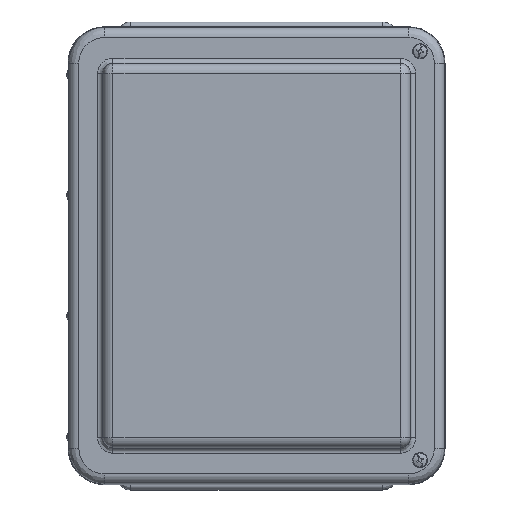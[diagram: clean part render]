
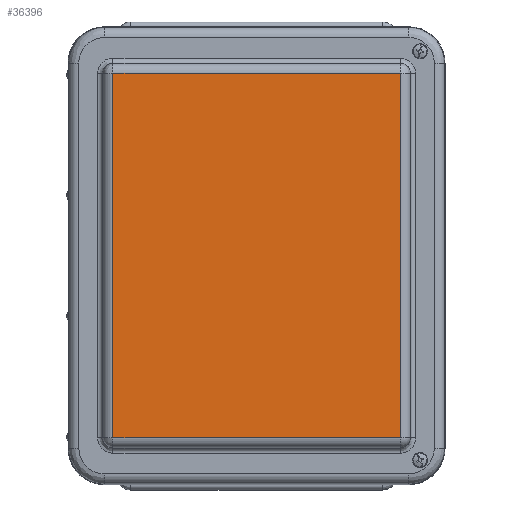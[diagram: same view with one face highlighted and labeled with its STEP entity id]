
A CAD part, top view. The second image highlights one B-rep face of the part: STEP entity #36396.
In plain terms, the highlighted planar face has unit normal (0, 0, 1).
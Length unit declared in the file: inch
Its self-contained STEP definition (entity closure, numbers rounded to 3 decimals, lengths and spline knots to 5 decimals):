
#741 = PLANE ( 'NONE',  #7803 ) ;
#1909 = VECTOR ( 'NONE', #21989, 39.37008 ) ;
#2033 = CARTESIAN_POINT ( 'NONE',  ( -3.568, -4.5215, 2.57859 ) ) ;
#2064 = LINE ( 'NONE', #22728, #4984 ) ;
#4646 = VERTEX_POINT ( 'NONE', #16288 ) ;
#4984 = VECTOR ( 'NONE', #22985, 39.37008 ) ;
#5182 = CARTESIAN_POINT ( 'NONE',  ( 3.56664, 4.52247, 2.57859 ) ) ;
#6357 = ORIENTED_EDGE ( 'NONE', *, *, #23672, .F. ) ;
#7371 = ORIENTED_EDGE ( 'NONE', *, *, #17286, .F. ) ;
#7803 = AXIS2_PLACEMENT_3D ( 'NONE', #35499, #23376, #18983 ) ;
#8842 = VERTEX_POINT ( 'NONE', #15506 ) ;
#9617 = CARTESIAN_POINT ( 'NONE',  ( -1.78375, 4.52251, 2.57859 ) ) ;
#10101 = CARTESIAN_POINT ( 'NONE',  ( -3.567, 4.52251, 2.57859 ) ) ;
#10419 = EDGE_CURVE ( 'NONE', #31877, #30407, #13468, .T. ) ;
#11045 = CARTESIAN_POINT ( 'NONE',  ( 3.56698, -4.52214, 2.57859 ) ) ;
#11627 = CARTESIAN_POINT ( 'NONE',  ( 3.566, 4.52251, 2.57859 ) ) ;
#13094 = B_SPLINE_CURVE_WITH_KNOTS ( 'NONE', 3,
 ( #13842, #38233, #29053, #22645 ),
 .UNSPECIFIED., .F., .F.,
 ( 4, 4 ),
 ( 0., 1. ),
 .UNSPECIFIED. ) ;
#13468 = LINE ( 'NONE', #9617, #1909 ) ;
#13842 = CARTESIAN_POINT ( 'NONE',  ( -3.567, 4.52251, 2.57859 ) ) ;
#13982 = CARTESIAN_POINT ( 'NONE',  ( 3.56701, -4.5215, 2.57859 ) ) ;
#14406 = CARTESIAN_POINT ( 'NONE',  ( -3.56797, -4.52214, 2.57859 ) ) ;
#14744 = VERTEX_POINT ( 'NONE', #34413 ) ;
#15506 = CARTESIAN_POINT ( 'NONE',  ( -3.567, -4.52251, 2.57859 ) ) ;
#15618 = VERTEX_POINT ( 'NONE', #29784 ) ;
#16243 = LINE ( 'NONE', #30492, #33100 ) ;
#16288 = CARTESIAN_POINT ( 'NONE',  ( 3.56701, -4.5215, 2.57859 ) ) ;
#17125 = ORIENTED_EDGE ( 'NONE', *, *, #33444, .T. ) ;
#17286 = EDGE_CURVE ( 'NONE', #27660, #14744, #16243, .T. ) ;
#17670 = DIRECTION ( 'NONE',  ( -1., 0., 0. ) ) ;
#18133 = ORIENTED_EDGE ( 'NONE', *, *, #10419, .F. ) ;
#18414 = EDGE_CURVE ( 'NONE', #15618, #8842, #25916, .T. ) ;
#18647 = CARTESIAN_POINT ( 'NONE',  ( 3.56701, 4.5215, 2.57859 ) ) ;
#18823 = CARTESIAN_POINT ( 'NONE',  ( 3.566, 4.52251, 2.57859 ) ) ;
#18983 = DIRECTION ( 'NONE',  ( 1., 0., 0. ) ) ;
#19329 = CARTESIAN_POINT ( 'NONE',  ( -3.568, -4.5215, 2.57859 ) ) ;
#21018 = CARTESIAN_POINT ( 'NONE',  ( -3.56763, -4.52247, 2.57859 ) ) ;
#21989 = DIRECTION ( 'NONE',  ( 1., 0., 0. ) ) ;
#22165 = DIRECTION ( 'NONE',  ( 0., 1., 0. ) ) ;
#22645 = CARTESIAN_POINT ( 'NONE',  ( -3.568, 4.5215, 2.57859 ) ) ;
#22728 = CARTESIAN_POINT ( 'NONE',  ( 3.56701, 2.26075, 2.57859 ) ) ;
#22985 = DIRECTION ( 'NONE',  ( 0., -1., 0. ) ) ;
#23038 = CARTESIAN_POINT ( 'NONE',  ( 3.56664, -4.52247, 2.57859 ) ) ;
#23376 = DIRECTION ( 'NONE',  ( 0., 0., 1. ) ) ;
#23672 = EDGE_CURVE ( 'NONE', #35390, #4646, #2064, .T. ) ;
#23755 = CARTESIAN_POINT ( 'NONE',  ( 3.56698, 4.52214, 2.57859 ) ) ;
#24448 = EDGE_CURVE ( 'NONE', #31877, #14744, #13094, .T. ) ;
#25916 = LINE ( 'NONE', #29917, #32654 ) ;
#26250 = CARTESIAN_POINT ( 'NONE',  ( 3.566, -4.52251, 2.57859 ) ) ;
#27284 = FACE_OUTER_BOUND ( 'NONE', #39308, .T. ) ;
#27660 = VERTEX_POINT ( 'NONE', #19329 ) ;
#29053 = CARTESIAN_POINT ( 'NONE',  ( -3.56797, 4.52214, 2.57859 ) ) ;
#29784 = CARTESIAN_POINT ( 'NONE',  ( 3.566, -4.52251, 2.57859 ) ) ;
#29917 = CARTESIAN_POINT ( 'NONE',  ( 1.78275, -4.52251, 2.57859 ) ) ;
#30407 = VERTEX_POINT ( 'NONE', #18823 ) ;
#30492 = CARTESIAN_POINT ( 'NONE',  ( -3.568, -2.26075, 2.57859 ) ) ;
#31877 = VERTEX_POINT ( 'NONE', #10101 ) ;
#32482 = B_SPLINE_CURVE_WITH_KNOTS ( 'NONE', 3,
 ( #39468, #23755, #5182, #11627 ),
 .UNSPECIFIED., .F., .F.,
 ( 4, 4 ),
 ( 0., 1. ),
 .UNSPECIFIED. ) ;
#32654 = VECTOR ( 'NONE', #17670, 39.37008 ) ;
#32763 = ORIENTED_EDGE ( 'NONE', *, *, #37279, .T. ) ;
#32990 = CARTESIAN_POINT ( 'NONE',  ( -3.567, -4.52251, 2.57859 ) ) ;
#33100 = VECTOR ( 'NONE', #22165, 39.37008 ) ;
#33120 = ORIENTED_EDGE ( 'NONE', *, *, #37762, .T. ) ;
#33444 = EDGE_CURVE ( 'NONE', #35390, #30407, #32482, .T. ) ;
#34413 = CARTESIAN_POINT ( 'NONE',  ( -3.568, 4.5215, 2.57859 ) ) ;
#35095 = ORIENTED_EDGE ( 'NONE', *, *, #24448, .T. ) ;
#35390 = VERTEX_POINT ( 'NONE', #18647 ) ;
#35499 = CARTESIAN_POINT ( 'NONE',  ( -0.0005, 0., 2.57859 ) ) ;
#36396 = ADVANCED_FACE ( 'NONE', ( #27284 ), #741, .T. ) ;
#36782 = ORIENTED_EDGE ( 'NONE', *, *, #18414, .F. ) ;
#36895 = B_SPLINE_CURVE_WITH_KNOTS ( 'NONE', 3,
 ( #26250, #23038, #11045, #13982 ),
 .UNSPECIFIED., .F., .F.,
 ( 4, 4 ),
 ( 0., 1. ),
 .UNSPECIFIED. ) ;
#37159 = B_SPLINE_CURVE_WITH_KNOTS ( 'NONE', 3,
 ( #2033, #14406, #21018, #32990 ),
 .UNSPECIFIED., .F., .F.,
 ( 4, 4 ),
 ( 0., 1. ),
 .UNSPECIFIED. ) ;
#37279 = EDGE_CURVE ( 'NONE', #15618, #4646, #36895, .T. ) ;
#37762 = EDGE_CURVE ( 'NONE', #27660, #8842, #37159, .T. ) ;
#38233 = CARTESIAN_POINT ( 'NONE',  ( -3.56763, 4.52247, 2.57859 ) ) ;
#39308 = EDGE_LOOP ( 'NONE', ( #33120, #36782, #32763, #6357, #17125, #18133, #35095, #7371 ) ) ;
#39468 = CARTESIAN_POINT ( 'NONE',  ( 3.56701, 4.5215, 2.57859 ) ) ;
